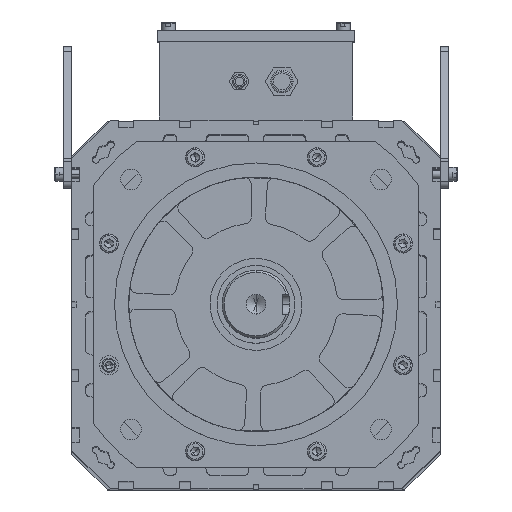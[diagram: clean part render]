
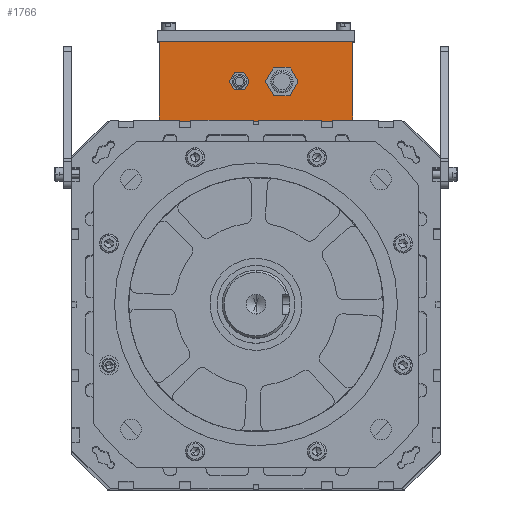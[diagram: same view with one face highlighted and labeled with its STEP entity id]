
A CAD part, top view. The second image highlights one B-rep face of the part: STEP entity #1766.
In plain terms, the highlighted face is planar.
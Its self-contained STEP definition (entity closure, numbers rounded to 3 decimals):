
#269 = CARTESIAN_POINT ( 'NONE',  ( -18.25, 77.5, 22. ) ) ;
#409 = DIRECTION ( 'NONE',  ( -1., 0., 0. ) ) ;
#520 = VECTOR ( 'NONE', #409, 1000. ) ;
#914 = FACE_BOUND ( 'NONE', #17746, .T. ) ;
#1042 = CIRCLE ( 'NONE', #23187, 6. ) ;
#1364 = EDGE_CURVE ( 'NONE', #25868, #21650, #22911, .T. ) ;
#1492 = DIRECTION ( 'NONE',  ( 0., 0., -1. ) ) ;
#1766 = ADVANCED_FACE ( 'NONE', ( #914, #28101, #19495 ), #3698, .F. ) ;
#1916 = CARTESIAN_POINT ( 'NONE',  ( 68.25, 77.5, 56. ) ) ;
#2016 = VECTOR ( 'NONE', #13428, 1000. ) ;
#2090 = ORIENTED_EDGE ( 'NONE', *, *, #12845, .F. ) ;
#3214 = DIRECTION ( 'NONE',  ( 0., 0., 1. ) ) ;
#3461 = DIRECTION ( 'NONE',  ( 0., 0., 1. ) ) ;
#3669 = DIRECTION ( 'NONE',  ( 0., 0., 1. ) ) ;
#3698 = PLANE ( 'NONE',  #25209 ) ;
#4265 = DIRECTION ( 'NONE',  ( 0., 0., -1. ) ) ;
#5455 = AXIS2_PLACEMENT_3D ( 'NONE', #7755, #16763, #3461 ) ;
#6159 = CARTESIAN_POINT ( 'NONE',  ( -18.25, 77.5, 28. ) ) ;
#6609 = EDGE_CURVE ( 'NONE', #21650, #25868, #19711, .T. ) ;
#6619 = LINE ( 'NONE', #26421, #2016 ) ;
#6967 = VERTEX_POINT ( 'NONE', #24682 ) ;
#7211 = VECTOR ( 'NONE', #8498, 1000. ) ;
#7702 = ORIENTED_EDGE ( 'NONE', *, *, #23925, .T. ) ;
#7755 = CARTESIAN_POINT ( 'NONE',  ( 11.75, 77.5, 28. ) ) ;
#7848 = CARTESIAN_POINT ( 'NONE',  ( -68.25, 77.5, 56. ) ) ;
#8126 = ORIENTED_EDGE ( 'NONE', *, *, #1364, .F. ) ;
#8214 = CARTESIAN_POINT ( 'NONE',  ( 11.75, 77.5, 32. ) ) ;
#8498 = DIRECTION ( 'NONE',  ( 0., 0., -1. ) ) ;
#9572 = VERTEX_POINT ( 'NONE', #25807 ) ;
#10239 = ORIENTED_EDGE ( 'NONE', *, *, #20984, .F. ) ;
#10856 = CARTESIAN_POINT ( 'NONE',  ( -68.25, 77.5, 56. ) ) ;
#11367 = CARTESIAN_POINT ( 'NONE',  ( 68.25, 77.5, 56. ) ) ;
#11446 = CIRCLE ( 'NONE', #12383, 6. ) ;
#11504 = LINE ( 'NONE', #14283, #520 ) ;
#11559 = DIRECTION ( 'NONE',  ( 0., 0., 1. ) ) ;
#12033 = CARTESIAN_POINT ( 'NONE',  ( -18.25, 77.5, 34. ) ) ;
#12134 = DIRECTION ( 'NONE',  ( 0., -1., 0. ) ) ;
#12383 = AXIS2_PLACEMENT_3D ( 'NONE', #27510, #22923, #11559 ) ;
#12845 = EDGE_CURVE ( 'NONE', #6967, #9572, #24997, .T. ) ;
#13428 = DIRECTION ( 'NONE',  ( -1., 0., 0. ) ) ;
#13434 = LINE ( 'NONE', #1916, #23189 ) ;
#13469 = EDGE_LOOP ( 'NONE', ( #8126, #14307 ) ) ;
#14283 = CARTESIAN_POINT ( 'NONE',  ( -68.25, 77.5, 56. ) ) ;
#14307 = ORIENTED_EDGE ( 'NONE', *, *, #6609, .F. ) ;
#14525 = EDGE_LOOP ( 'NONE', ( #7702, #2090, #10239, #28789 ) ) ;
#16763 = DIRECTION ( 'NONE',  ( 0., 1., 0. ) ) ;
#16935 = DIRECTION ( 'NONE',  ( 0., 1., 0. ) ) ;
#17691 = ORIENTED_EDGE ( 'NONE', *, *, #26555, .F. ) ;
#17746 = EDGE_LOOP ( 'NONE', ( #17691, #20749 ) ) ;
#19104 = VERTEX_POINT ( 'NONE', #269 ) ;
#19302 = CARTESIAN_POINT ( 'NONE',  ( 68.25, 77.5, 0. ) ) ;
#19495 = FACE_OUTER_BOUND ( 'NONE', #14525, .T. ) ;
#19498 = VERTEX_POINT ( 'NONE', #19302 ) ;
#19711 = CIRCLE ( 'NONE', #27277, 4. ) ;
#20749 = ORIENTED_EDGE ( 'NONE', *, *, #23650, .F. ) ;
#20984 = EDGE_CURVE ( 'NONE', #25250, #6967, #11504, .T. ) ;
#21514 = CARTESIAN_POINT ( 'NONE',  ( 11.75, 77.5, 28. ) ) ;
#21650 = VERTEX_POINT ( 'NONE', #26911 ) ;
#22911 = CIRCLE ( 'NONE', #5455, 4. ) ;
#22923 = DIRECTION ( 'NONE',  ( 0., 1., 0. ) ) ;
#23187 = AXIS2_PLACEMENT_3D ( 'NONE', #6159, #23762, #3669 ) ;
#23189 = VECTOR ( 'NONE', #4265, 1000. ) ;
#23263 = VERTEX_POINT ( 'NONE', #12033 ) ;
#23650 = EDGE_CURVE ( 'NONE', #19104, #23263, #11446, .T. ) ;
#23762 = DIRECTION ( 'NONE',  ( 0., 1., 0. ) ) ;
#23925 = EDGE_CURVE ( 'NONE', #19498, #9572, #6619, .T. ) ;
#24682 = CARTESIAN_POINT ( 'NONE',  ( -68.25, 77.5, 56. ) ) ;
#24997 = LINE ( 'NONE', #10856, #7211 ) ;
#25177 = EDGE_CURVE ( 'NONE', #25250, #19498, #13434, .T. ) ;
#25209 = AXIS2_PLACEMENT_3D ( 'NONE', #7848, #12134, #1492 ) ;
#25250 = VERTEX_POINT ( 'NONE', #11367 ) ;
#25807 = CARTESIAN_POINT ( 'NONE',  ( -68.25, 77.5, 0. ) ) ;
#25868 = VERTEX_POINT ( 'NONE', #8214 ) ;
#26421 = CARTESIAN_POINT ( 'NONE',  ( -68.25, 77.5, 0. ) ) ;
#26555 = EDGE_CURVE ( 'NONE', #23263, #19104, #1042, .T. ) ;
#26911 = CARTESIAN_POINT ( 'NONE',  ( 11.75, 77.5, 24. ) ) ;
#27277 = AXIS2_PLACEMENT_3D ( 'NONE', #21514, #16935, #3214 ) ;
#27510 = CARTESIAN_POINT ( 'NONE',  ( -18.25, 77.5, 28. ) ) ;
#28101 = FACE_BOUND ( 'NONE', #13469, .T. ) ;
#28789 = ORIENTED_EDGE ( 'NONE', *, *, #25177, .T. ) ;
